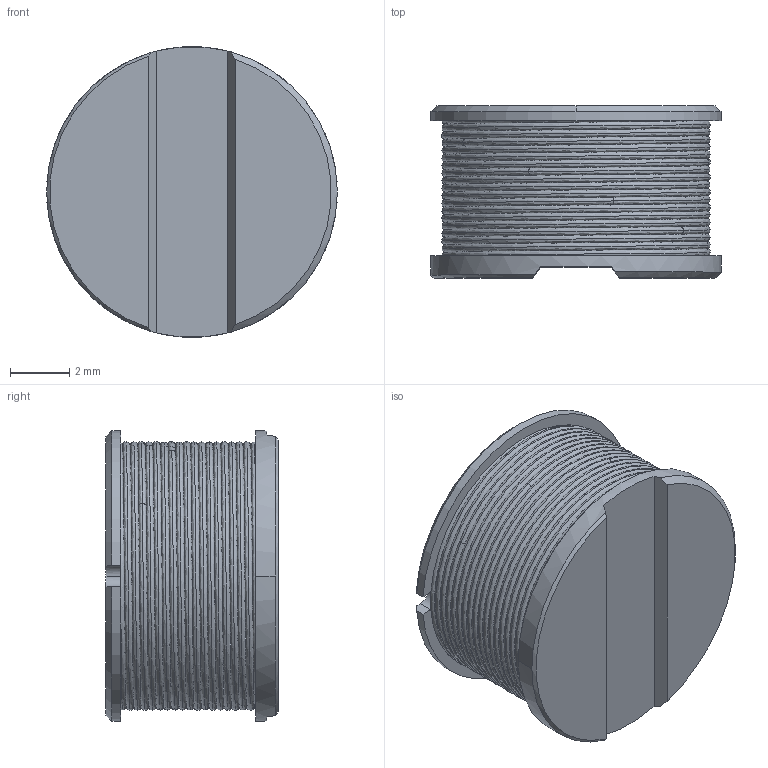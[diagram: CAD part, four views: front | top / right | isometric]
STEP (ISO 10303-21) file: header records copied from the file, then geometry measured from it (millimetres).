
FILE_DESCRIPTION(('STEP AP242'),'1');
FILE_NAME('sdr1006-390kl.stp','2023-01-14T15:02:27',('TraceParts'),('TraceParts S.A.'),'Spatial InterOp 3D',' ',' ');
FILE_SCHEMA(('AP242_MANAGED_MODEL_BASED_3D_ENGINEERING_MIM_LF {1 0 10303 442 1 1 4}'));
Length unit declared in the file: millimetre
Products named in the file (1): sdr1006-390kl
Bounding box: 9.8 x 5.8 x 9.8 mm (x, y, z)
Volume: 108.7 mm3; surface area: 719.6 mm2
Topology: 1 solids, 1 shells, 39 faces, 104 edges, 64 vertices
Faces by surface type: plane 15, bspline 10, cylinder 8, cone 6
Entity records: 11196 total; most frequent: CARTESIAN_POINT 10291, ORIENTED_EDGE 208, DIRECTION 156, EDGE_CURVE 104, AXIS2_PLACEMENT_3D 64, VERTEX_POINT 64, B_SPLINE_CURVE_WITH_KNOTS 42, EDGE_LOOP 40
